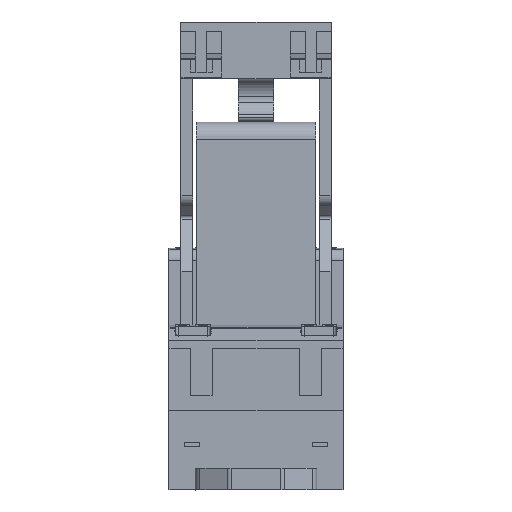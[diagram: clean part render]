
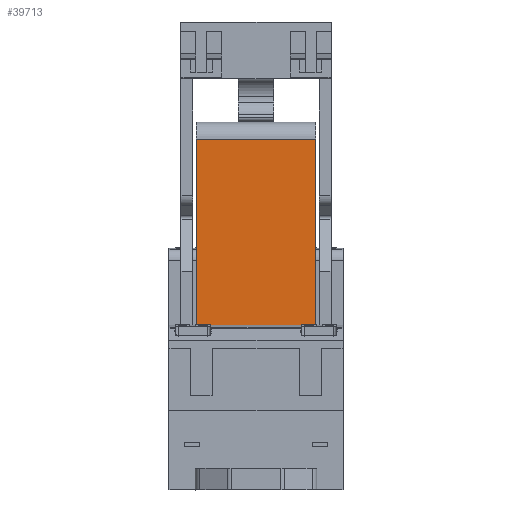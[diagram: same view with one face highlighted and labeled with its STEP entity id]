
A CAD part, front view. The second image highlights one B-rep face of the part: STEP entity #39713.
In plain terms, the highlighted planar face has unit normal (0, -1, 0).
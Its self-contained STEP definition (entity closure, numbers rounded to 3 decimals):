
#39686=AXIS2_PLACEMENT_3D('Plane Axis2P3D',#39683,#39684,#39685) ;
#39616=CARTESIAN_POINT('Line Origine',(4.795,31.495,45.357)) ;
#39620=CARTESIAN_POINT('Vertex',(4.795,31.495,29.)) ;
#39622=CARTESIAN_POINT('Vertex',(4.795,31.495,61.713)) ;
#39683=CARTESIAN_POINT('Axis2P3D Location',(25.805,31.495,29.6)) ;
#39688=CARTESIAN_POINT('Line Origine',(25.805,31.495,45.357)) ;
#39692=CARTESIAN_POINT('Vertex',(25.805,31.495,61.713)) ;
#39694=CARTESIAN_POINT('Vertex',(25.805,31.495,29.)) ;
#39697=CARTESIAN_POINT('Line Origine',(15.3,31.495,61.713)) ;
#39702=CARTESIAN_POINT('Line Origine',(15.3,31.495,29.)) ;
#39617=DIRECTION('Vector Direction',(0.,0.,-1.)) ;
#39684=DIRECTION('Axis2P3D Direction',(0.,1.,0.)) ;
#39685=DIRECTION('Axis2P3D XDirection',(-1.,0.,0.)) ;
#39689=DIRECTION('Vector Direction',(0.,0.,1.)) ;
#39698=DIRECTION('Vector Direction',(1.,0.,0.)) ;
#39703=DIRECTION('Vector Direction',(-1.,0.,0.)) ;
#39618=VECTOR('Line Direction',#39617,1.) ;
#39690=VECTOR('Line Direction',#39689,1.) ;
#39699=VECTOR('Line Direction',#39698,1.) ;
#39704=VECTOR('Line Direction',#39703,1.) ;
#39708=ORIENTED_EDGE('',*,*,#39696,.F.) ;
#39709=ORIENTED_EDGE('',*,*,#39701,.F.) ;
#39710=ORIENTED_EDGE('',*,*,#39624,.F.) ;
#39711=ORIENTED_EDGE('',*,*,#39706,.F.) ;
#39713=ADVANCED_FACE('RELAIS',(#39712),#39687,.F.) ;
#39624=EDGE_CURVE('',#39621,#39623,#39619,.F.) ;
#39696=EDGE_CURVE('',#39693,#39695,#39691,.F.) ;
#39701=EDGE_CURVE('',#39623,#39693,#39700,.T.) ;
#39706=EDGE_CURVE('',#39695,#39621,#39705,.T.) ;
#39707=EDGE_LOOP('',(#39708,#39709,#39710,#39711)) ;
#39712=FACE_OUTER_BOUND('',#39707,.T.) ;
#39619=LINE('Line',#39616,#39618) ;
#39691=LINE('Line',#39688,#39690) ;
#39700=LINE('Line',#39697,#39699) ;
#39705=LINE('Line',#39702,#39704) ;
#39687=PLANE('',#39686) ;
#39621=VERTEX_POINT('',#39620) ;
#39623=VERTEX_POINT('',#39622) ;
#39693=VERTEX_POINT('',#39692) ;
#39695=VERTEX_POINT('',#39694) ;
